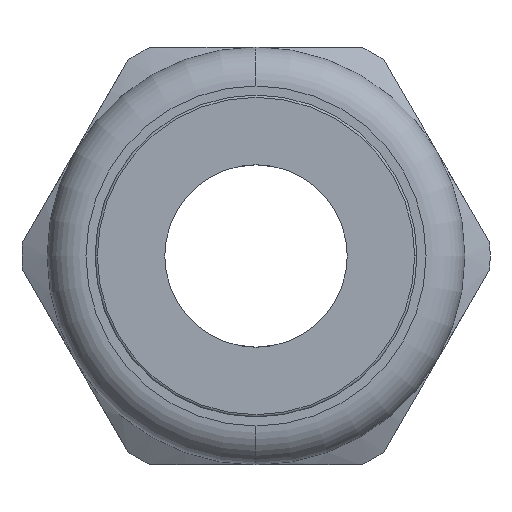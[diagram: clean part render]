
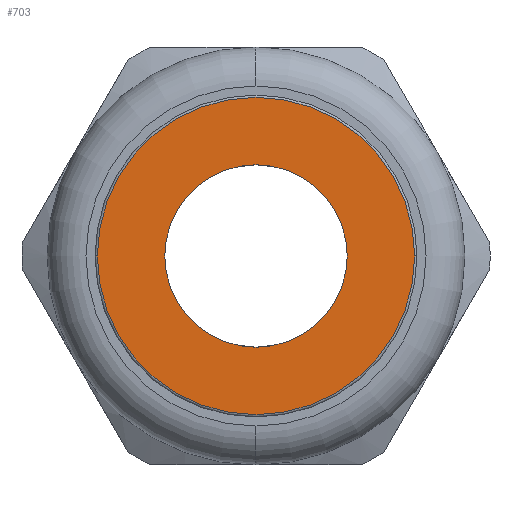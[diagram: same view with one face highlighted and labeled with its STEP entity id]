
A CAD part, left-side view. The second image highlights one B-rep face of the part: STEP entity #703.
In plain terms, the highlighted planar face has unit normal (-1, 0, 0).
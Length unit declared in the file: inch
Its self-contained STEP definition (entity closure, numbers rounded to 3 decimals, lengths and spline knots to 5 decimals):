
#683 = EDGE_LOOP ( 'NONE', ( #737, #740 ) ) ;
#695 = ORIENTED_EDGE ( 'NONE', *, *, #722, .T. ) ;
#700 = EDGE_LOOP ( 'NONE', ( #695, #739 ) ) ;
#703 = ADVANCED_FACE ( 'NONE', ( #2475, #2474 ), #2473, .T. ) ;
#712 = VERTEX_POINT ( 'NONE', #2465 ) ;
#714 = VERTEX_POINT ( 'NONE', #2454 ) ;
#715 = EDGE_CURVE ( 'NONE', #714, #712, #2453, .T. ) ;
#716 = VERTEX_POINT ( 'NONE', #2448 ) ;
#721 = VERTEX_POINT ( 'NONE', #2509 ) ;
#722 = EDGE_CURVE ( 'NONE', #721, #716, #2507, .T. ) ;
#733 = EDGE_CURVE ( 'NONE', #716, #721, #2487, .T. ) ;
#737 = ORIENTED_EDGE ( 'NONE', *, *, #742, .T. ) ;
#739 = ORIENTED_EDGE ( 'NONE', *, *, #733, .T. ) ;
#740 = ORIENTED_EDGE ( 'NONE', *, *, #715, .T. ) ;
#742 = EDGE_CURVE ( 'NONE', #712, #714, #2541, .T. ) ;
#2448 = CARTESIAN_POINT ( 'NONE',  ( -1.51, 0.687, 0. ) ) ;
#2449 = DIRECTION ( 'NONE',  ( 0., 1., 0. ) ) ;
#2450 = DIRECTION ( 'NONE',  ( 1., 0., 0. ) ) ;
#2451 = CARTESIAN_POINT ( 'NONE',  ( -1.51, 0., 0. ) ) ;
#2452 = AXIS2_PLACEMENT_3D ( 'NONE', #2451, #2450, #2449 ) ;
#2453 = CIRCLE ( 'NONE', #2452, 0.395 ) ;
#2454 = CARTESIAN_POINT ( 'NONE',  ( -1.51, -0.395, 0. ) ) ;
#2465 = CARTESIAN_POINT ( 'NONE',  ( -1.51, 0.395, 0. ) ) ;
#2469 = DIRECTION ( 'NONE',  ( 0., -1., 0. ) ) ;
#2470 = DIRECTION ( 'NONE',  ( -1., 0., 0. ) ) ;
#2471 = CARTESIAN_POINT ( 'NONE',  ( -1.51, 0.697, 0. ) ) ;
#2472 = AXIS2_PLACEMENT_3D ( 'NONE', #2471, #2470, #2469 ) ;
#2473 = PLANE ( 'NONE',  #2472 ) ;
#2474 = FACE_BOUND ( 'NONE', #683, .T. ) ;
#2475 = FACE_OUTER_BOUND ( 'NONE', #700, .T. ) ;
#2483 = DIRECTION ( 'NONE',  ( 0., -1., 0. ) ) ;
#2484 = DIRECTION ( 'NONE',  ( -1., 0., 0. ) ) ;
#2485 = CARTESIAN_POINT ( 'NONE',  ( -1.51, 0., 0. ) ) ;
#2486 = AXIS2_PLACEMENT_3D ( 'NONE', #2485, #2484, #2483 ) ;
#2487 = CIRCLE ( 'NONE', #2486, 0.687 ) ;
#2503 = DIRECTION ( 'NONE',  ( 0., -1., 0. ) ) ;
#2504 = DIRECTION ( 'NONE',  ( -1., 0., 0. ) ) ;
#2505 = CARTESIAN_POINT ( 'NONE',  ( -1.51, 0., 0. ) ) ;
#2506 = AXIS2_PLACEMENT_3D ( 'NONE', #2505, #2504, #2503 ) ;
#2507 = CIRCLE ( 'NONE', #2506, 0.687 ) ;
#2509 = CARTESIAN_POINT ( 'NONE',  ( -1.51, -0.687, 0. ) ) ;
#2538 = DIRECTION ( 'NONE',  ( 0., 1., 0. ) ) ;
#2539 = DIRECTION ( 'NONE',  ( 1., 0., 0. ) ) ;
#2540 = AXIS2_PLACEMENT_3D ( 'NONE', #2545, #2539, #2538 ) ;
#2541 = CIRCLE ( 'NONE', #2540, 0.395 ) ;
#2545 = CARTESIAN_POINT ( 'NONE',  ( -1.51, 0., 0. ) ) ;
